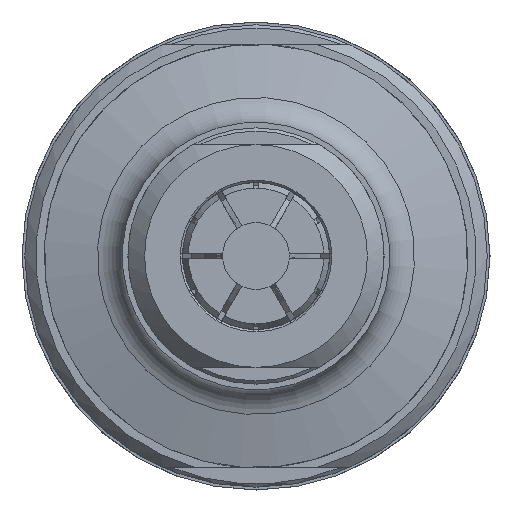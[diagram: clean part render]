
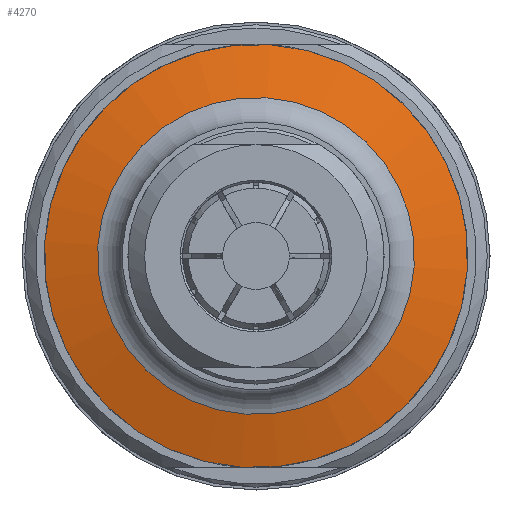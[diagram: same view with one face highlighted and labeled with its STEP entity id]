
A CAD part, left-side view. The second image highlights one B-rep face of the part: STEP entity #4270.
In plain terms, the highlighted conical face has half-angle 75 degrees and reference radius 16.612 mm.
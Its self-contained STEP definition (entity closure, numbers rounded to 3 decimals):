
#121=CONICAL_SURFACE('',#4598,16.612,1.309);
#210=LINE('',#6534,#413);
#413=VECTOR('',#5286,16.612);
#983=FACE_OUTER_BOUND('',#1209,.T.);
#1209=EDGE_LOOP('',(#3019,#3020,#3021,#3022,#3023,#3024,#3025));
#1484=CIRCLE('',#4596,19.);
#1485=CIRCLE('',#4597,19.);
#1486=CIRCLE('',#4599,14.224);
#1487=CIRCLE('',#4600,14.224);
#1488=CIRCLE('',#4601,14.224);
#1795=VERTEX_POINT('',#6527);
#1796=VERTEX_POINT('',#6529);
#1797=VERTEX_POINT('',#6533);
#1798=VERTEX_POINT('',#6535);
#1799=VERTEX_POINT('',#6537);
#2258=EDGE_CURVE('',#1795,#1796,#1484,.T.);
#2259=EDGE_CURVE('',#1796,#1795,#1485,.T.);
#2260=EDGE_CURVE('',#1795,#1797,#210,.T.);
#2261=EDGE_CURVE('',#1797,#1798,#1486,.T.);
#2262=EDGE_CURVE('',#1798,#1799,#1487,.T.);
#2263=EDGE_CURVE('',#1799,#1797,#1488,.T.);
#3019=ORIENTED_EDGE('',*,*,#2259,.F.);
#3020=ORIENTED_EDGE('',*,*,#2258,.F.);
#3021=ORIENTED_EDGE('',*,*,#2260,.T.);
#3022=ORIENTED_EDGE('',*,*,#2261,.T.);
#3023=ORIENTED_EDGE('',*,*,#2262,.T.);
#3024=ORIENTED_EDGE('',*,*,#2263,.T.);
#3025=ORIENTED_EDGE('',*,*,#2260,.F.);
#4270=ADVANCED_FACE('',(#983),#121,.T.);
#4596=AXIS2_PLACEMENT_3D('',#6530,#5280,#5281);
#4597=AXIS2_PLACEMENT_3D('',#6531,#5282,#5283);
#4598=AXIS2_PLACEMENT_3D('',#6532,#5284,#5285);
#4599=AXIS2_PLACEMENT_3D('',#6536,#5287,#5288);
#4600=AXIS2_PLACEMENT_3D('',#6538,#5289,#5290);
#4601=AXIS2_PLACEMENT_3D('',#6539,#5291,#5292);
#5280=DIRECTION('center_axis',(1.,0.,0.));
#5281=DIRECTION('ref_axis',(0.,0.242,-0.97));
#5282=DIRECTION('center_axis',(1.,0.,0.));
#5283=DIRECTION('ref_axis',(0.,0.242,-0.97));
#5284=DIRECTION('center_axis',(1.,0.,0.));
#5285=DIRECTION('ref_axis',(0.,0.242,-0.97));
#5286=DIRECTION('',(-0.259,0.233,-0.937));
#5287=DIRECTION('center_axis',(1.,0.,0.));
#5288=DIRECTION('ref_axis',(0.,0.242,-0.97));
#5289=DIRECTION('center_axis',(1.,0.,0.));
#5290=DIRECTION('ref_axis',(0.,0.242,-0.97));
#5291=DIRECTION('center_axis',(1.,0.,0.));
#5292=DIRECTION('ref_axis',(0.,0.242,-0.97));
#6527=CARTESIAN_POINT('',(-88.,-4.591,18.437));
#6529=CARTESIAN_POINT('',(-88.,4.591,-18.437));
#6530=CARTESIAN_POINT('Origin',(-88.,0.,
0.));
#6531=CARTESIAN_POINT('Origin',(-88.,0.,
0.));
#6532=CARTESIAN_POINT('Origin',(-88.64,0.,
0.));
#6533=CARTESIAN_POINT('',(-89.28,-3.437,13.802));
#6534=CARTESIAN_POINT('',(-88.64,-4.014,16.12));
#6535=CARTESIAN_POINT('',(-89.28,3.437,-13.802));
#6536=CARTESIAN_POINT('Origin',(-89.28,0.,
0.));
#6537=CARTESIAN_POINT('',(-89.28,13.802,3.437));
#6538=CARTESIAN_POINT('Origin',(-89.28,0.,
0.));
#6539=CARTESIAN_POINT('Origin',(-89.28,0.,
0.));
